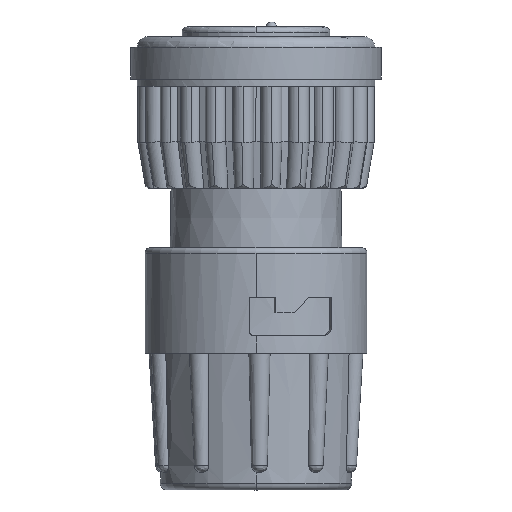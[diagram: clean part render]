
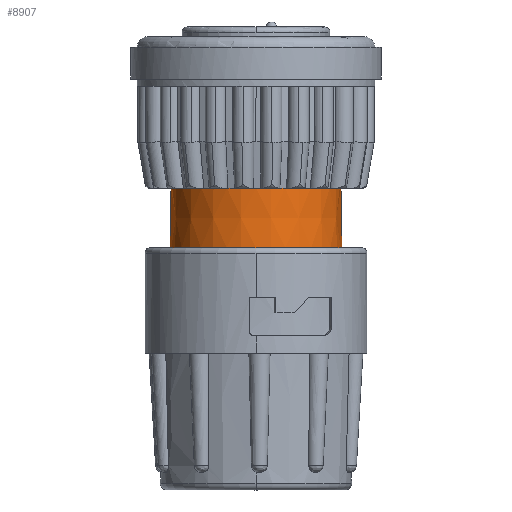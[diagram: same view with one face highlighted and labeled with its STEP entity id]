
A CAD part, front view. The second image highlights one B-rep face of the part: STEP entity #8907.
In plain terms, the highlighted conical face has half-angle 0.86 degrees and reference radius 6.193 mm.
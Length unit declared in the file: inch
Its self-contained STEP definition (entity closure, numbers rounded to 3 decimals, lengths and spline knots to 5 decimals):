
#307 = DIRECTION ( 'NONE',  ( 0.015, 0., -1. ) ) ;
#313 = CARTESIAN_POINT ( 'NONE',  ( 0.24382, 0., -0.627 ) ) ;
#545 = EDGE_CURVE ( 'NONE', #7595, #4730, #8205, .T. ) ;
#1176 = CONICAL_SURFACE ( 'NONE', #3783, 0.24382, 0.015 ) ;
#1198 = CIRCLE ( 'NONE', #9435, 0.24128 ) ;
#2547 = EDGE_CURVE ( 'NONE', #5668, #4730, #12805, .T. ) ;
#2654 = CARTESIAN_POINT ( 'NONE',  ( 0.24128, 0., -0.458 ) ) ;
#2685 = CARTESIAN_POINT ( 'NONE',  ( 0., 0., -0.458 ) ) ;
#3132 = DIRECTION ( 'NONE',  ( 0., 0., -1. ) ) ;
#3226 = CARTESIAN_POINT ( 'NONE',  ( 0., 0., -0.627 ) ) ;
#3270 = DIRECTION ( 'NONE',  ( -1., 0., 0. ) ) ;
#3358 = ORIENTED_EDGE ( 'NONE', *, *, #2547, .F. ) ;
#3783 = AXIS2_PLACEMENT_3D ( 'NONE', #3226, #3132, #3270 ) ;
#4730 = VERTEX_POINT ( 'NONE', #14683 ) ;
#5335 = CARTESIAN_POINT ( 'NONE',  ( -0.24128, 0., -0.458 ) ) ;
#5668 = VERTEX_POINT ( 'NONE', #6195 ) ;
#6028 = VERTEX_POINT ( 'NONE', #2654 ) ;
#6195 = CARTESIAN_POINT ( 'NONE',  ( 0.24382, 0., -0.627 ) ) ;
#6729 = DIRECTION ( 'NONE',  ( -1., 0., 0. ) ) ;
#6834 = EDGE_CURVE ( 'NONE', #6028, #7595, #1198, .T. ) ;
#7415 = DIRECTION ( 'NONE',  ( 0., 0., -1. ) ) ;
#7595 = VERTEX_POINT ( 'NONE', #5335 ) ;
#7662 = ORIENTED_EDGE ( 'NONE', *, *, #6834, .T. ) ;
#7913 = FACE_OUTER_BOUND ( 'NONE', #8675, .T. ) ;
#8205 = LINE ( 'NONE', #12493, #15937 ) ;
#8675 = EDGE_LOOP ( 'NONE', ( #16396, #7662, #17342, #3358 ) ) ;
#8907 = ADVANCED_FACE ( 'NONE', ( #7913 ), #1176, .T. ) ;
#9435 = AXIS2_PLACEMENT_3D ( 'NONE', #2685, #7415, #6729 ) ;
#12223 = LINE ( 'NONE', #313, #18292 ) ;
#12290 = DIRECTION ( 'NONE',  ( -0.015, 0., -1. ) ) ;
#12493 = CARTESIAN_POINT ( 'NONE',  ( -0.24382, 0., -0.627 ) ) ;
#12805 = CIRCLE ( 'NONE', #14718, 0.24382 ) ;
#14683 = CARTESIAN_POINT ( 'NONE',  ( -0.24382, 0., -0.627 ) ) ;
#14718 = AXIS2_PLACEMENT_3D ( 'NONE', #16234, #16221, #16201 ) ;
#14908 = EDGE_CURVE ( 'NONE', #6028, #5668, #12223, .T. ) ;
#15937 = VECTOR ( 'NONE', #12290, 39.37008 ) ;
#16201 = DIRECTION ( 'NONE',  ( -1., 0., 0. ) ) ;
#16221 = DIRECTION ( 'NONE',  ( 0., 0., -1. ) ) ;
#16234 = CARTESIAN_POINT ( 'NONE',  ( 0., 0., -0.627 ) ) ;
#16396 = ORIENTED_EDGE ( 'NONE', *, *, #14908, .F. ) ;
#17342 = ORIENTED_EDGE ( 'NONE', *, *, #545, .T. ) ;
#18292 = VECTOR ( 'NONE', #307, 39.37008 ) ;
